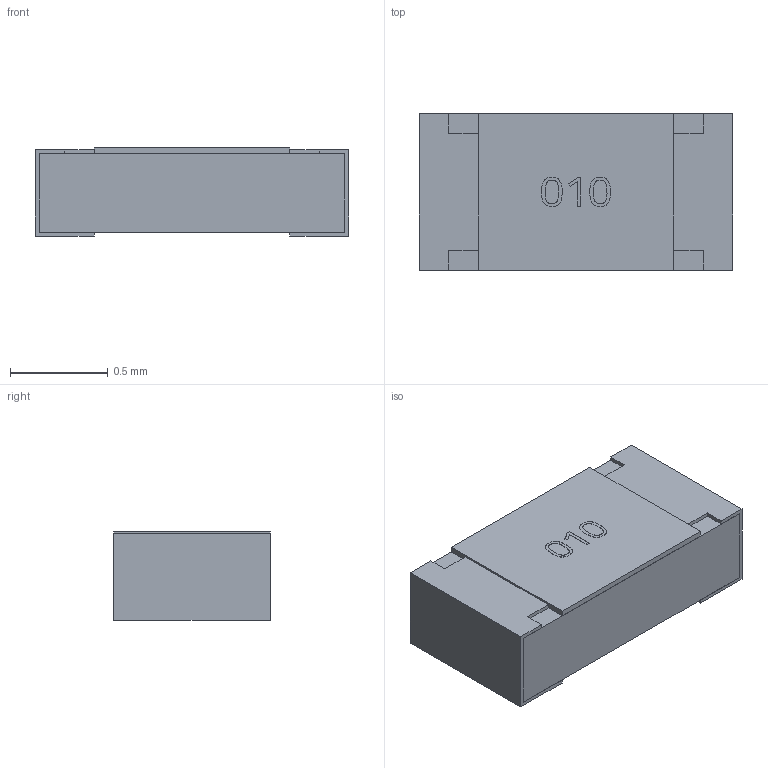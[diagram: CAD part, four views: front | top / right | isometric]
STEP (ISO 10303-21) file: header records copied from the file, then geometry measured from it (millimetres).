
FILE_DESCRIPTION(/* description */ ('Unknown'),/* implementation_level */ '2;1');
FILE_NAME(/* name */ 'WRIS-RSKS_0603',/* time_stamp */ '2023-08-16T16:03:26+02:00',/* author */ ('Unknown'),/* organization */ ('Unknown'),/* preprocessor_version */ 'ST-DEVELOPER v16.7',/* originating_system */ 'Solid Edge',/* authorisation */ 'Unknown');
FILE_SCHEMA (('AUTOMOTIVE_DESIGN {1 0 10303 214 3 1 1}'));
Length unit declared in the file: millimetre
Products named in the file (4): WRIS-RSKS_0603; Body; Pins; Cover
Assembly tree (3 placements, depth 2):
  WRIS-RSKS_0603
    Body
    Pins
    Cover
Bounding box: 1.6 x 0.8 x 0.45 mm (x, y, z)
Volume: 0.6 mm3; surface area: 9.3 mm2
Topology: 4 solids, 4 shells, 56 faces, 129 edges, 86 vertices
Faces by surface type: plane 52, bspline 4
Entity records: 1975 total; most frequent: CARTESIAN_POINT 513, ORIENTED_EDGE 250, DIRECTION 215, EDGE_CURVE 125, LINE 103, VECTOR 103, VERTEX_POINT 86, EDGE_LOOP 65
